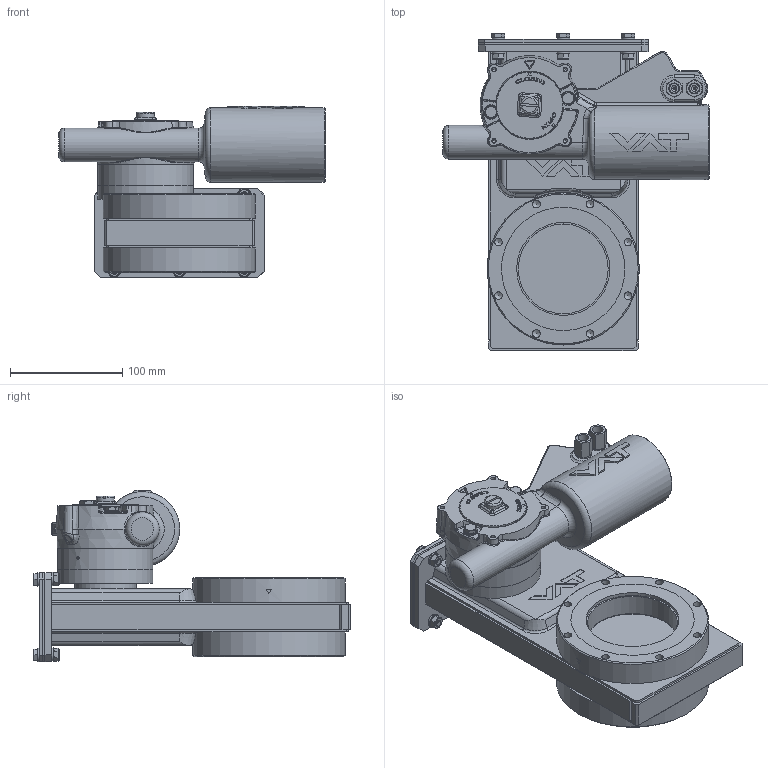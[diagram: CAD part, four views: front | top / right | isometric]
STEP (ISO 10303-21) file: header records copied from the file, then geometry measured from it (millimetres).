
FILE_DESCRIPTION(/* description */ (''),/* implementation_level */ '2;1');
FILE_NAME(/* name */ '1392627942_203.stp',/* time_stamp */ '2023-09-08T09:03:53+02:00',/* author */ (''),/* organization */ (''),/* preprocessor_version */ 'ST-DEVELOPER v19.3',/* originating_system */ 'SIEMENS PLM Software NX2212.6000',/* authorisation */ '');
FILE_SCHEMA (('AP203_CONFIGURATION_CONTROLLED_3D_DESIGN_OF_MECHANICAL_PARTS_AND_ASSEMBLIES_MIM_LF { 1 0 10303 403 2 1 2}'));
Length unit declared in the file: millimetre
Products named in the file (28): 47368-01.1; 219805.1; 219804.1; 90388-01.1; 45736-04.1; 979737_39747ID; 47370-01.3; 219831.1_39629ID; 219831.1_39625ID; 77774-01.1; 92157-01.2; N-5062-001.1; N-7605-005.1; n-7016-010; N-6203-055.1; N-6160-410.1; N-5021-469.1; N-7015-015.2; 43316-04.1; N-5021-456.1; N-6053-411.2; N-6131-413.1; 47652-R1.1; 77776-01.4; 47272-01.3_MODEL; 219823.1; 219833.3; 389190
Assembly tree (55 placements, depth 4):
  389190
    219833.3
      219831.1_39625ID
      219831.1_39629ID
      219823.1
        45736-04.1  x2
        90388-01.1
        219804.1
        219805.1
        47368-01.1
      47370-01.3
    77776-01.4
    47652-R1.1
    N-6131-413.1  x12
    N-6053-411.2  x6
    N-5021-456.1  x6
    43316-04.1
    N-7015-015.2  x2
    N-5021-469.1  x2
    N-6160-410.1  x2
    N-6203-055.1
    n-7016-010  x2
    N-7605-005.1  x2
    N-5062-001.1  x2
    92157-01.2
    77774-01.1
    47272-01.3_MODEL
      979737_39747ID
Bounding box: 237.6 x 283.6 x 153.47 mm (x, y, z)
Volume: 1443928.2 mm3; surface area: 504493.3 mm2
Topology: 73 solids, 73 shells, 1423 faces, 3300 edges, 2089 vertices
Faces by surface type: plane 642, cylinder 365, cone 165, bspline 129, torus 79, extrusion 38, sphere 5
Full cylindrical faces by diameter (mm): 1 x2, 2.5 x1, 2.8 x3, 3.3 x5, 3.85 x3, 4 x4, 4.96 x8, 5 x10, 5.2 x4, 6 x24, 6.4 x12, 6.5 x12, 6.6 x6, 6.8 x16, 7 x6, 8 x2, 8.5 x1, 8.526 x4, 8.566 x4, 9 x1, 9.333 x8, 9.728 x8, 10 x4, 11.15 x4, 12 x13, 13 x2, 13.333 x2, 14 x2, 15.055 x1, 16 x1
Entity records: 41105 total; most frequent: CARTESIAN_POINT 13620, ORIENTED_EDGE 4770, DIRECTION 4678, EDGE_CURVE 2385, AXIS2_PLACEMENT_3D 1868, VERTEX_POINT 1649, EDGE_LOOP 1509, ADVANCED_FACE 1104
